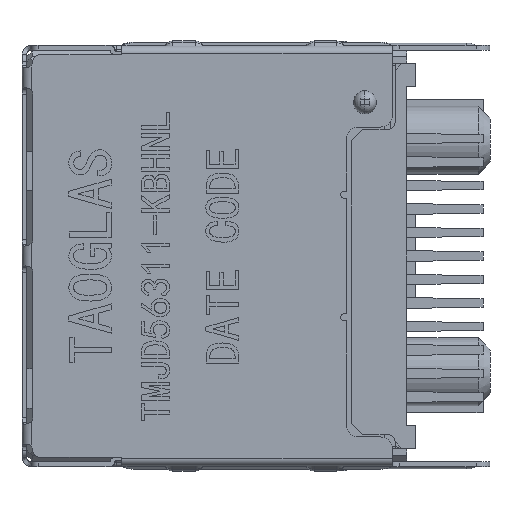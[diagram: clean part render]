
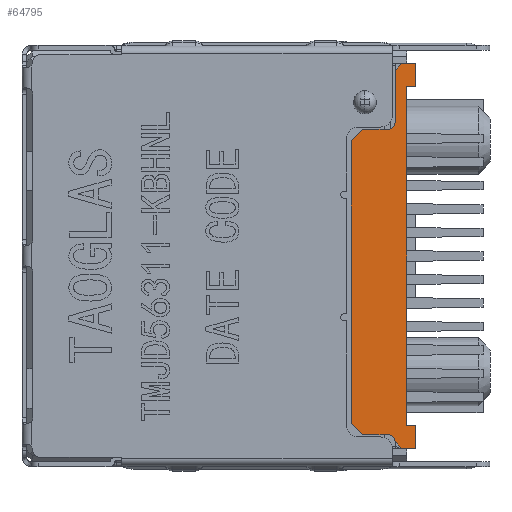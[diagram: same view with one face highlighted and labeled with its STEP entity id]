
A CAD part, front view. The second image highlights one B-rep face of the part: STEP entity #64795.
In plain terms, the highlighted planar face has unit normal (0, -1, 0).
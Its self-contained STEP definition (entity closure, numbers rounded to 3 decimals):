
#131 = ORIENTED_EDGE ( 'NONE', *, *, #46655, .F. ) ;
#266 = CARTESIAN_POINT ( 'NONE',  ( 4.352, -10.15, 9.671 ) ) ;
#453 = LINE ( 'NONE', #13173, #1136 ) ;
#1136 = VECTOR ( 'NONE', #17687, 1000. ) ;
#1367 = ORIENTED_EDGE ( 'NONE', *, *, #62169, .T. ) ;
#1431 = CARTESIAN_POINT ( 'NONE',  ( 4.052, -10.15, 7.121 ) ) ;
#2184 = VERTEX_POINT ( 'NONE', #59547 ) ;
#2988 = LINE ( 'NONE', #3705, #72536 ) ;
#3658 = VECTOR ( 'NONE', #44166, 1000. ) ;
#3705 = CARTESIAN_POINT ( 'NONE',  ( 5.252, -10.15, 9.971 ) ) ;
#4574 = CARTESIAN_POINT ( 'NONE',  ( 2.452, -10.15, 7.121 ) ) ;
#5178 = VECTOR ( 'NONE', #56967, 1000. ) ;
#6097 = ORIENTED_EDGE ( 'NONE', *, *, #64378, .F. ) ;
#6896 = CARTESIAN_POINT ( 'NONE',  ( 4.652, -10.15, 9.971 ) ) ;
#7660 = LINE ( 'NONE', #47132, #60026 ) ;
#8246 = VERTEX_POINT ( 'NONE', #266 ) ;
#9260 = VECTOR ( 'NONE', #21112, 1000. ) ;
#9662 = EDGE_CURVE ( 'NONE', #30303, #13357, #58756, .T. ) ;
#9695 = DIRECTION ( 'NONE',  ( 0., 0., -1. ) ) ;
#10957 = EDGE_CURVE ( 'NONE', #13776, #8246, #38928, .T. ) ;
#11380 = LINE ( 'NONE', #23012, #52634 ) ;
#12416 = PLANE ( 'NONE',  #59856 ) ;
#12448 = DIRECTION ( 'NONE',  ( 0., 0., -1. ) ) ;
#13135 = EDGE_CURVE ( 'NONE', #40061, #68446, #34681, .T. ) ;
#13173 = CARTESIAN_POINT ( 'NONE',  ( 5.252, -10.15, 8.971 ) ) ;
#13357 = VERTEX_POINT ( 'NONE', #23604 ) ;
#13776 = VERTEX_POINT ( 'NONE', #6896 ) ;
#14401 = ORIENTED_EDGE ( 'NONE', *, *, #29528, .T. ) ;
#15116 = CARTESIAN_POINT ( 'NONE',  ( 4.852, -10.15, -6.669 ) ) ;
#15225 = LINE ( 'NONE', #38542, #3658 ) ;
#15368 = DIRECTION ( 'NONE',  ( 0.707, 0., -0.707 ) ) ;
#16479 = CARTESIAN_POINT ( 'NONE',  ( 4.352, -10.15, -6.369 ) ) ;
#16717 = ORIENTED_EDGE ( 'NONE', *, *, #13135, .F. ) ;
#17687 = DIRECTION ( 'NONE',  ( -1., 0., 0. ) ) ;
#20764 = VERTEX_POINT ( 'NONE', #72600 ) ;
#21112 = DIRECTION ( 'NONE',  ( 0., 0., 1. ) ) ;
#22544 = DIRECTION ( 'NONE',  ( 0., 1., 0. ) ) ;
#22816 = VECTOR ( 'NONE', #50034, 1000. ) ;
#23012 = CARTESIAN_POINT ( 'NONE',  ( 4.352, -10.15, -6.669 ) ) ;
#23073 = DIRECTION ( 'NONE',  ( 0.707, 0., -0.707 ) ) ;
#23404 = DIRECTION ( 'NONE',  ( 0., 0., -1. ) ) ;
#23604 = CARTESIAN_POINT ( 'NONE',  ( 2.952, -10.15, -6.069 ) ) ;
#23751 = DIRECTION ( 'NONE',  ( 0., 0., 1. ) ) ;
#23833 = EDGE_CURVE ( 'NONE', #25584, #71129, #27866, .T. ) ;
#24718 = CARTESIAN_POINT ( 'NONE',  ( 2.952, -10.15, 7.121 ) ) ;
#25584 = VERTEX_POINT ( 'NONE', #24718 ) ;
#26140 = CARTESIAN_POINT ( 'NONE',  ( 4.852, -10.15, -5.669 ) ) ;
#26201 = ORIENTED_EDGE ( 'NONE', *, *, #55079, .T. ) ;
#26318 = VECTOR ( 'NONE', #55770, 1000. ) ;
#26322 = AXIS2_PLACEMENT_3D ( 'NONE', #52296, #30462, #12448 ) ;
#26400 = LINE ( 'NONE', #15116, #9260 ) ;
#26637 = ORIENTED_EDGE ( 'NONE', *, *, #10957, .T. ) ;
#26774 = ORIENTED_EDGE ( 'NONE', *, *, #34109, .T. ) ;
#27021 = LINE ( 'NONE', #16479, #45582 ) ;
#27866 = LINE ( 'NONE', #4574, #22816 ) ;
#28677 = EDGE_LOOP ( 'NONE', ( #1367, #67921, #131, #57336, #26637, #6097, #48837, #51653, #26774, #61980, #31398, #14401, #55114, #31004, #61435, #16717, #26201 ) ) ;
#29320 = FACE_OUTER_BOUND ( 'NONE', #28677, .T. ) ;
#29528 = EDGE_CURVE ( 'NONE', #13357, #62136, #62462, .T. ) ;
#30303 = VERTEX_POINT ( 'NONE', #60115 ) ;
#30462 = DIRECTION ( 'NONE',  ( 0., 1., 0. ) ) ;
#31004 = ORIENTED_EDGE ( 'NONE', *, *, #67326, .T. ) ;
#31186 = CARTESIAN_POINT ( 'NONE',  ( 4.852, -10.15, 8.971 ) ) ;
#31197 = CARTESIAN_POINT ( 'NONE',  ( 5.252, -10.15, -6.669 ) ) ;
#31232 = VERTEX_POINT ( 'NONE', #31186 ) ;
#31398 = ORIENTED_EDGE ( 'NONE', *, *, #9662, .T. ) ;
#31526 = CARTESIAN_POINT ( 'NONE',  ( 4.052, -10.15, 7.421 ) ) ;
#31916 = LINE ( 'NONE', #66850, #39028 ) ;
#32022 = VECTOR ( 'NONE', #45947, 1000. ) ;
#32235 = DIRECTION ( 'NONE',  ( 0., 0., -1. ) ) ;
#32588 = DIRECTION ( 'NONE',  ( 0., 0., 1. ) ) ;
#33569 = CARTESIAN_POINT ( 'NONE',  ( 4.352, -10.15, -6.669 ) ) ;
#33670 = CARTESIAN_POINT ( 'NONE',  ( 4.652, -10.15, -6.669 ) ) ;
#34109 = EDGE_CURVE ( 'NONE', #25584, #2184, #31916, .T. ) ;
#34220 = DIRECTION ( 'NONE',  ( 1., 0., 0. ) ) ;
#34681 = LINE ( 'NONE', #70000, #62157 ) ;
#36205 = CARTESIAN_POINT ( 'NONE',  ( 2.452, -10.15, -5.569 ) ) ;
#36589 = CARTESIAN_POINT ( 'NONE',  ( 5.252, -10.15, 9.971 ) ) ;
#37578 = DIRECTION ( 'NONE',  ( -0.707, 0., -0.707 ) ) ;
#38542 = CARTESIAN_POINT ( 'NONE',  ( 5.252, -10.15, -5.669 ) ) ;
#38928 = LINE ( 'NONE', #61461, #5178 ) ;
#39028 = VECTOR ( 'NONE', #37578, 1000. ) ;
#40061 = VERTEX_POINT ( 'NONE', #51241 ) ;
#44166 = DIRECTION ( 'NONE',  ( -1., 0., 0. ) ) ;
#45582 = VECTOR ( 'NONE', #15368, 1000. ) ;
#45660 = VERTEX_POINT ( 'NONE', #26140 ) ;
#45947 = DIRECTION ( 'NONE',  ( 1., 0., 0. ) ) ;
#46143 = CARTESIAN_POINT ( 'NONE',  ( 4.352, -10.15, 7.421 ) ) ;
#46655 = EDGE_CURVE ( 'NONE', #50041, #20764, #2988, .T. ) ;
#47132 = CARTESIAN_POINT ( 'NONE',  ( 4.352, -10.15, 9.971 ) ) ;
#47503 = EDGE_CURVE ( 'NONE', #30303, #2184, #61145, .T. ) ;
#48837 = ORIENTED_EDGE ( 'NONE', *, *, #63804, .T. ) ;
#50034 = DIRECTION ( 'NONE',  ( 1., 0., 0. ) ) ;
#50041 = VERTEX_POINT ( 'NONE', #36589 ) ;
#51241 = CARTESIAN_POINT ( 'NONE',  ( 5.252, -10.15, -5.669 ) ) ;
#51653 = ORIENTED_EDGE ( 'NONE', *, *, #23833, .F. ) ;
#51967 = CARTESIAN_POINT ( 'NONE',  ( 2.452, -10.15, -6.069 ) ) ;
#52296 = CARTESIAN_POINT ( 'NONE',  ( 4.052, -10.15, -6.369 ) ) ;
#52634 = VECTOR ( 'NONE', #23751, 1000. ) ;
#53507 = CARTESIAN_POINT ( 'NONE',  ( 4.052, -10.15, -6.069 ) ) ;
#55079 = EDGE_CURVE ( 'NONE', #40061, #45660, #15225, .T. ) ;
#55114 = ORIENTED_EDGE ( 'NONE', *, *, #58374, .T. ) ;
#55179 = DIRECTION ( 'NONE',  ( 0., 1., 0. ) ) ;
#55770 = DIRECTION ( 'NONE',  ( 1., 0., 0. ) ) ;
#55897 = CARTESIAN_POINT ( 'NONE',  ( 2.452, -10.15, -6.069 ) ) ;
#56896 = LINE ( 'NONE', #33569, #26318 ) ;
#56967 = DIRECTION ( 'NONE',  ( -0.707, 0., -0.707 ) ) ;
#57336 = ORIENTED_EDGE ( 'NONE', *, *, #59039, .F. ) ;
#58374 = EDGE_CURVE ( 'NONE', #62136, #68080, #58735, .T. ) ;
#58735 = CIRCLE ( 'NONE', #26322, 0.3 ) ;
#58756 = LINE ( 'NONE', #36205, #66014 ) ;
#59039 = EDGE_CURVE ( 'NONE', #13776, #50041, #7660, .T. ) ;
#59402 = VECTOR ( 'NONE', #32588, 1000. ) ;
#59547 = CARTESIAN_POINT ( 'NONE',  ( 2.452, -10.15, 6.621 ) ) ;
#59856 = AXIS2_PLACEMENT_3D ( 'NONE', #69501, #22544, #34220 ) ;
#60026 = VECTOR ( 'NONE', #70374, 1000. ) ;
#60115 = CARTESIAN_POINT ( 'NONE',  ( 2.452, -10.15, -5.569 ) ) ;
#61145 = LINE ( 'NONE', #55897, #59402 ) ;
#61435 = ORIENTED_EDGE ( 'NONE', *, *, #65352, .T. ) ;
#61461 = CARTESIAN_POINT ( 'NONE',  ( 4.352, -10.15, 9.671 ) ) ;
#61980 = ORIENTED_EDGE ( 'NONE', *, *, #47503, .F. ) ;
#62136 = VERTEX_POINT ( 'NONE', #53507 ) ;
#62157 = VECTOR ( 'NONE', #23404, 1000. ) ;
#62169 = EDGE_CURVE ( 'NONE', #45660, #31232, #26400, .T. ) ;
#62437 = CARTESIAN_POINT ( 'NONE',  ( 4.352, -10.15, -6.369 ) ) ;
#62462 = LINE ( 'NONE', #51967, #32022 ) ;
#63804 = EDGE_CURVE ( 'NONE', #69093, #71129, #74173, .T. ) ;
#64378 = EDGE_CURVE ( 'NONE', #69093, #8246, #11380, .T. ) ;
#64795 = ADVANCED_FACE ( 'NONE', ( #29320 ), #12416, .F. ) ;
#65352 = EDGE_CURVE ( 'NONE', #71289, #68446, #56896, .T. ) ;
#65746 = AXIS2_PLACEMENT_3D ( 'NONE', #31526, #55179, #9695 ) ;
#66014 = VECTOR ( 'NONE', #23073, 1000. ) ;
#66850 = CARTESIAN_POINT ( 'NONE',  ( 2.452, -10.15, 6.621 ) ) ;
#67128 = EDGE_CURVE ( 'NONE', #20764, #31232, #453, .T. ) ;
#67326 = EDGE_CURVE ( 'NONE', #68080, #71289, #27021, .T. ) ;
#67921 = ORIENTED_EDGE ( 'NONE', *, *, #67128, .F. ) ;
#68080 = VERTEX_POINT ( 'NONE', #62437 ) ;
#68446 = VERTEX_POINT ( 'NONE', #31197 ) ;
#69093 = VERTEX_POINT ( 'NONE', #46143 ) ;
#69501 = CARTESIAN_POINT ( 'NONE',  ( 4.352, -10.15, -6.669 ) ) ;
#70000 = CARTESIAN_POINT ( 'NONE',  ( 5.252, -10.15, -6.669 ) ) ;
#70374 = DIRECTION ( 'NONE',  ( 1., 0., 0. ) ) ;
#71129 = VERTEX_POINT ( 'NONE', #1431 ) ;
#71289 = VERTEX_POINT ( 'NONE', #33670 ) ;
#72536 = VECTOR ( 'NONE', #32235, 1000. ) ;
#72600 = CARTESIAN_POINT ( 'NONE',  ( 5.252, -10.15, 8.971 ) ) ;
#74173 = CIRCLE ( 'NONE', #65746, 0.3 ) ;
